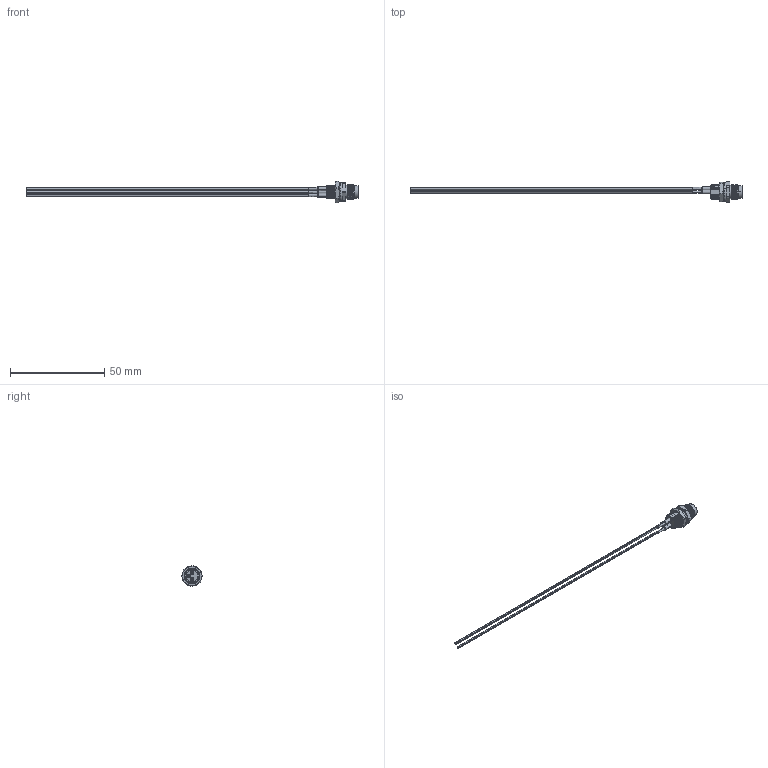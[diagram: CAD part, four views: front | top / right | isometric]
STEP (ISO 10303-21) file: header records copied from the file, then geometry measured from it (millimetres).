
FILE_DESCRIPTION (( 'STEP AP203' ), '1' );
FILE_NAME ('10-05253_revA.STEP', '2023-04-03T23:53:23', ( '' ), ( '' ), 'SwSTEP 2.0', 'SolidWorks 2021', '' );
FILE_SCHEMA (( 'CONFIG_CONTROL_DESIGN' ));
Length unit declared in the file: millimetre
Products named in the file (11): 54-00294-02; 30-01766_blunt cut; 54-00294-03___; Heat shrink; 54-00294-04___; 30-01771_blunt cut; 54-00294-01___; 30-01763_blunt cut; 54-00294-05___; 54-00294; 10-05253_revA
Assembly tree (14 placements, depth 3):
  10-05253_revA
    54-00294
      54-00294-01___
      54-00294-02
      54-00294-03___  x3
      54-00294-04___
      54-00294-05___
    30-01766_blunt cut
    Heat shrink  x3
    30-01763_blunt cut
    30-01771_blunt cut
Bounding box: 176.5 x 10.99 x 11.25 mm (x, y, z)
Volume: 1298.1 mm3; surface area: 12865.6 mm2
Topology: 133 solids, 133 shells, 1100 faces, 2398 edges, 1576 vertices
Faces by surface type: cylinder 643, plane 304, bspline 70, cone 55, torus 22, sphere 6
Entity records: 51668 total; most frequent: CARTESIAN_POINT 27610, DIRECTION 4975, ORIENTED_EDGE 4432, EDGE_CURVE 2216, AXIS2_PLACEMENT_3D 2123, VERTEX_POINT 1468, EDGE_LOOP 1278, CIRCLE 1151
